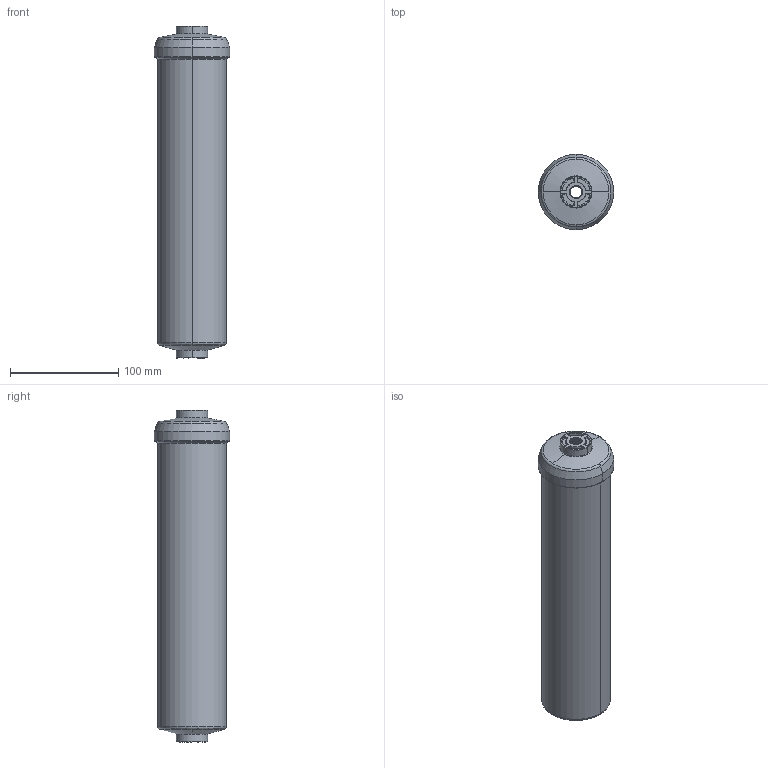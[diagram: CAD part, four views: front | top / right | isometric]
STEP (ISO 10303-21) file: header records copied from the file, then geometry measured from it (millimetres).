
FILE_DESCRIPTION (( 'STEP AP214' ), '1' );
FILE_NAME ('am-2479 590 ml Air Reservoir.STEP', '2021-04-27T21:08:50', ( '' ), ( '' ), 'SwSTEP 2.0', 'SolidWorks 2019', '' );
FILE_SCHEMA (( 'AUTOMOTIVE_DESIGN' ));
Length unit declared in the file: millimetre
Products named in the file (1): am-2479 590 ml Air Reservoir
Bounding box: 69.6 x 69.6 x 306.25 mm (x, y, z)
Volume: 898733.5 mm3; surface area: 76557.1 mm2
Topology: 1 solids, 1 shells, 166 faces, 410 edges, 254 vertices
Faces by surface type: cylinder 92, bspline 36, plane 30, cone 8
Entity records: 9764 total; most frequent: CARTESIAN_POINT 6315, ORIENTED_EDGE 820, DIRECTION 598, EDGE_CURVE 410, VERTEX_POINT 254, AXIS2_PLACEMENT_3D 217, EDGE_LOOP 176, FACE_OUTER_BOUND 166
